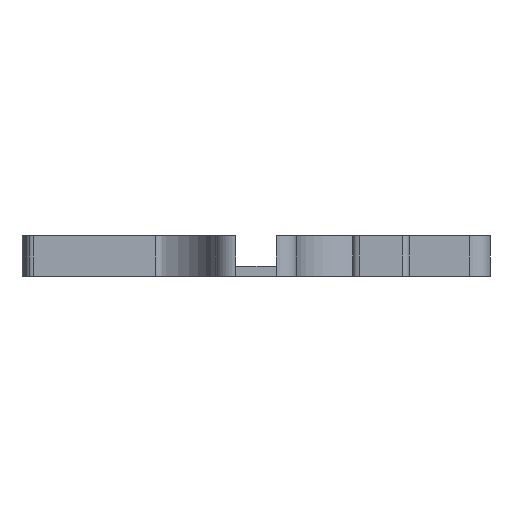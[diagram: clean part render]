
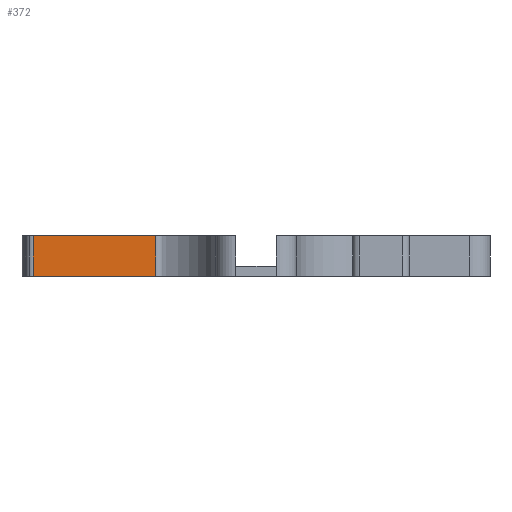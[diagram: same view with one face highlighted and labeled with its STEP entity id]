
A CAD part, front view. The second image highlights one B-rep face of the part: STEP entity #372.
In plain terms, the highlighted planar face has unit normal (0, -1, 0).
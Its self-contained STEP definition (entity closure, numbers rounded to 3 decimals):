
#140=B_SPLINE_CURVE_WITH_KNOTS('',1,(#6781,#6782),.UNSPECIFIED.,.F.,.F.,
(2,2),(140.394,164.769),.UNSPECIFIED.);
#141=B_SPLINE_CURVE_WITH_KNOTS('',1,(#6783,#6784),.UNSPECIFIED.,.F.,.F.,
(2,2),(0.,8.),.UNSPECIFIED.);
#142=B_SPLINE_CURVE_WITH_KNOTS('',1,(#6785,#6786),.UNSPECIFIED.,.F.,.F.,
(2,2),(140.394,164.769),.UNSPECIFIED.);
#204=PLANE('',#2074);
#372=ADVANCED_FACE('',(#468),#204,.T.);
#468=FACE_OUTER_BOUND('',#566,.T.);
#566=EDGE_LOOP('',(#881,#882,#883,#884));
#881=ORIENTED_EDGE('',*,*,#1235,.T.);
#882=ORIENTED_EDGE('',*,*,#1236,.T.);
#883=ORIENTED_EDGE('',*,*,#1237,.F.);
#884=ORIENTED_EDGE('',*,*,#1232,.F.);
#1232=EDGE_CURVE('',#1701,#1702,#1369,.T.);
#1235=EDGE_CURVE('',#1701,#1704,#140,.T.);
#1236=EDGE_CURVE('',#1704,#1705,#141,.T.);
#1237=EDGE_CURVE('',#1702,#1705,#142,.T.);
#1369=(
BOUNDED_CURVE()
B_SPLINE_CURVE(1,(#6766,#6767),.UNSPECIFIED.,.F.,.F.)
B_SPLINE_CURVE_WITH_KNOTS((2,2),(0.,8.),.UNSPECIFIED.)
CURVE()
GEOMETRIC_REPRESENTATION_ITEM()
RATIONAL_B_SPLINE_CURVE((1.,1.))
REPRESENTATION_ITEM('')
);
#1701=VERTEX_POINT('',#6734);
#1702=VERTEX_POINT('',#6735);
#1704=VERTEX_POINT('',#6737);
#1705=VERTEX_POINT('',#6738);
#2074=AXIS2_PLACEMENT_3D('',#6720,#2267,$);
#2267=DIRECTION('',(0.,-1.,0.));
#6720=CARTESIAN_POINT('',(-131.538,6.9,0.));
#6734=CARTESIAN_POINT('',(-131.538,6.9,0.));
#6735=CARTESIAN_POINT('',(-131.538,6.9,8.));
#6737=CARTESIAN_POINT('',(-107.163,6.9,0.));
#6738=CARTESIAN_POINT('',(-107.163,6.9,8.));
#6766=CARTESIAN_POINT('',(-131.538,6.9,0.));
#6767=CARTESIAN_POINT('',(-131.538,6.9,8.));
#6781=CARTESIAN_POINT('',(-131.538,6.9,0.));
#6782=CARTESIAN_POINT('',(-107.163,6.9,0.));
#6783=CARTESIAN_POINT('',(-107.163,6.9,0.));
#6784=CARTESIAN_POINT('',(-107.163,6.9,8.));
#6785=CARTESIAN_POINT('',(-131.538,6.9,8.));
#6786=CARTESIAN_POINT('',(-107.163,6.9,8.));
